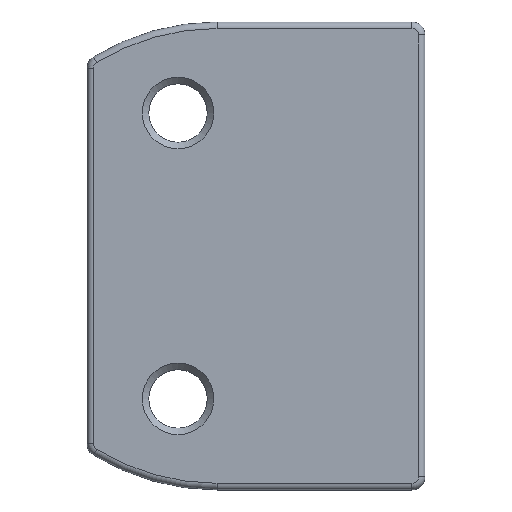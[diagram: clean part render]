
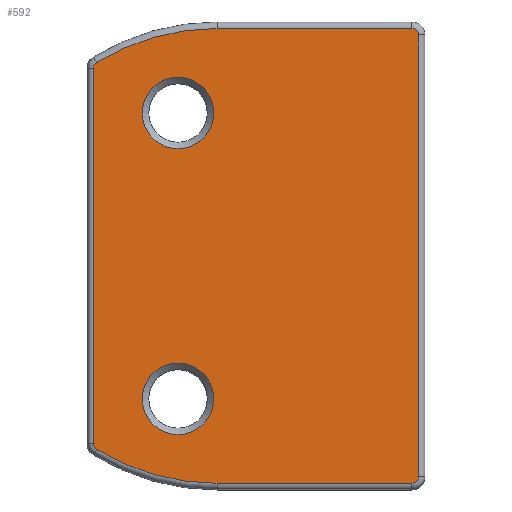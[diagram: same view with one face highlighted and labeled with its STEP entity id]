
A CAD part, top view. The second image highlights one B-rep face of the part: STEP entity #592.
In plain terms, the highlighted planar face has unit normal (0, 0, 1).
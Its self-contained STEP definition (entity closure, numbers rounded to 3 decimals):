
#62=CIRCLE('',#643,2.75);
#63=CIRCLE('',#644,2.75);
#64=CIRCLE('',#645,0.5);
#65=CIRCLE('',#646,0.5);
#66=CIRCLE('',#647,17.666);
#67=CIRCLE('',#648,0.5);
#68=CIRCLE('',#649,0.5);
#69=CIRCLE('',#650,17.666);
#138=VERTEX_POINT('',#966);
#139=VERTEX_POINT('',#967);
#140=VERTEX_POINT('',#969);
#141=VERTEX_POINT('',#970);
#142=VERTEX_POINT('',#972);
#143=VERTEX_POINT('',#973);
#144=VERTEX_POINT('',#975);
#145=VERTEX_POINT('',#977);
#146=VERTEX_POINT('',#979);
#147=VERTEX_POINT('',#981);
#148=VERTEX_POINT('',#983);
#149=VERTEX_POINT('',#985);
#150=VERTEX_POINT('',#987);
#151=VERTEX_POINT('',#989);
#188=VECTOR('',#775,1.);
#189=VECTOR('',#780,1.);
#190=VECTOR('',#783,1.);
#191=VECTOR('',#786,1.);
#220=LINE('',#974,#188);
#221=LINE('',#980,#189);
#222=LINE('',#984,#190);
#223=LINE('',#988,#191);
#264=EDGE_CURVE('',#138,#139,#62,.T.);
#265=EDGE_CURVE('',#139,#138,#62,.T.);
#266=EDGE_CURVE('',#140,#141,#63,.T.);
#267=EDGE_CURVE('',#141,#140,#63,.T.);
#268=EDGE_CURVE('',#142,#143,#64,.T.);
#269=EDGE_CURVE('',#143,#144,#220,.T.);
#270=EDGE_CURVE('',#144,#145,#65,.T.);
#271=EDGE_CURVE('',#145,#146,#66,.T.);
#272=EDGE_CURVE('',#146,#147,#221,.T.);
#273=EDGE_CURVE('',#147,#148,#67,.T.);
#274=EDGE_CURVE('',#148,#149,#222,.T.);
#275=EDGE_CURVE('',#149,#150,#68,.T.);
#276=EDGE_CURVE('',#150,#151,#223,.T.);
#277=EDGE_CURVE('',#151,#142,#69,.T.);
#362=ORIENTED_EDGE('',*,*,#264,.T.);
#363=ORIENTED_EDGE('',*,*,#265,.T.);
#364=ORIENTED_EDGE('',*,*,#266,.T.);
#365=ORIENTED_EDGE('',*,*,#267,.T.);
#366=ORIENTED_EDGE('',*,*,#268,.T.);
#367=ORIENTED_EDGE('',*,*,#269,.T.);
#368=ORIENTED_EDGE('',*,*,#270,.T.);
#369=ORIENTED_EDGE('',*,*,#271,.T.);
#370=ORIENTED_EDGE('',*,*,#272,.T.);
#371=ORIENTED_EDGE('',*,*,#273,.T.);
#372=ORIENTED_EDGE('',*,*,#274,.T.);
#373=ORIENTED_EDGE('',*,*,#275,.T.);
#374=ORIENTED_EDGE('',*,*,#276,.T.);
#375=ORIENTED_EDGE('',*,*,#277,.T.);
#508=EDGE_LOOP('',(#362,#363));
#509=EDGE_LOOP('',(#364,#365));
#510=EDGE_LOOP('',(#366,#367,#368,#369,#370,#371,#372,#373,#374,#375));
#550=FACE_BOUND('',#508,.T.);
#551=FACE_BOUND('',#509,.T.);
#552=FACE_BOUND('',#510,.T.);
#592=ADVANCED_FACE('',(#550,#551,#552),#1082,.T.);
#642=AXIS2_PLACEMENT_3D('',#964,#768,$);
#643=AXIS2_PLACEMENT_3D('',#965,#769,#770);
#644=AXIS2_PLACEMENT_3D('',#968,#771,#772);
#645=AXIS2_PLACEMENT_3D('',#971,#773,#774);
#646=AXIS2_PLACEMENT_3D('',#976,#776,#777);
#647=AXIS2_PLACEMENT_3D('',#978,#778,#779);
#648=AXIS2_PLACEMENT_3D('',#982,#781,#782);
#649=AXIS2_PLACEMENT_3D('',#986,#784,#785);
#650=AXIS2_PLACEMENT_3D('',#990,#787,#788);
#768=DIRECTION('',(0.,0.,1.));
#769=DIRECTION('',(0.,0.,-1.));
#770=DIRECTION('',(-2.75,0.,0.));
#771=DIRECTION('',(0.,0.,-1.));
#772=DIRECTION('',(-2.75,0.,0.));
#773=DIRECTION('',(0.,0.,1.));
#774=DIRECTION('',(0.5,0.,0.));
#775=DIRECTION('',(0.,-1.,0.));
#776=DIRECTION('',(0.,0.,1.));
#777=DIRECTION('',(0.5,0.,0.));
#778=DIRECTION('',(0.,0.,1.));
#779=DIRECTION('',(17.666,0.,0.));
#780=DIRECTION('',(1.,0.,0.));
#781=DIRECTION('',(0.,0.,1.));
#782=DIRECTION('',(0.5,0.,0.));
#783=DIRECTION('',(0.,1.,0.));
#784=DIRECTION('',(0.,0.,1.));
#785=DIRECTION('',(0.5,0.,0.));
#786=DIRECTION('',(-1.,0.,0.));
#787=DIRECTION('',(0.,0.,1.));
#788=DIRECTION('',(17.666,0.,0.));
#964=CARTESIAN_POINT('',(1.,-14.452,4.));
#965=CARTESIAN_POINT('',(7.,-11.,4.));
#966=CARTESIAN_POINT('',(4.25,-11.,4.));
#967=CARTESIAN_POINT('',(9.75,-11.,4.));
#968=CARTESIAN_POINT('',(7.,11.,4.));
#969=CARTESIAN_POINT('',(4.25,11.,4.));
#970=CARTESIAN_POINT('',(9.75,11.,4.));
#971=CARTESIAN_POINT('',(1.,14.452,4.));
#972=CARTESIAN_POINT('',(0.738,14.877,4.));
#973=CARTESIAN_POINT('',(0.5,14.452,4.));
#974=CARTESIAN_POINT('',(0.5,14.452,4.));
#975=CARTESIAN_POINT('',(0.5,-14.452,4.));
#976=CARTESIAN_POINT('',(1.,-14.452,4.));
#977=CARTESIAN_POINT('',(0.738,-14.877,4.));
#978=CARTESIAN_POINT('',(10.,0.166,4.));
#979=CARTESIAN_POINT('',(10.,-17.5,4.));
#980=CARTESIAN_POINT('',(10.,-17.5,4.));
#981=CARTESIAN_POINT('',(25.,-17.5,4.));
#982=CARTESIAN_POINT('',(25.,-17.,4.));
#983=CARTESIAN_POINT('',(25.5,-17.,4.));
#984=CARTESIAN_POINT('',(25.5,-17.,4.));
#985=CARTESIAN_POINT('',(25.5,17.,4.));
#986=CARTESIAN_POINT('',(25.,17.,4.));
#987=CARTESIAN_POINT('',(25.,17.5,4.));
#988=CARTESIAN_POINT('',(25.,17.5,4.));
#989=CARTESIAN_POINT('',(10.,17.5,4.));
#990=CARTESIAN_POINT('',(10.,-0.166,4.));
#1082=PLANE('',#642);
